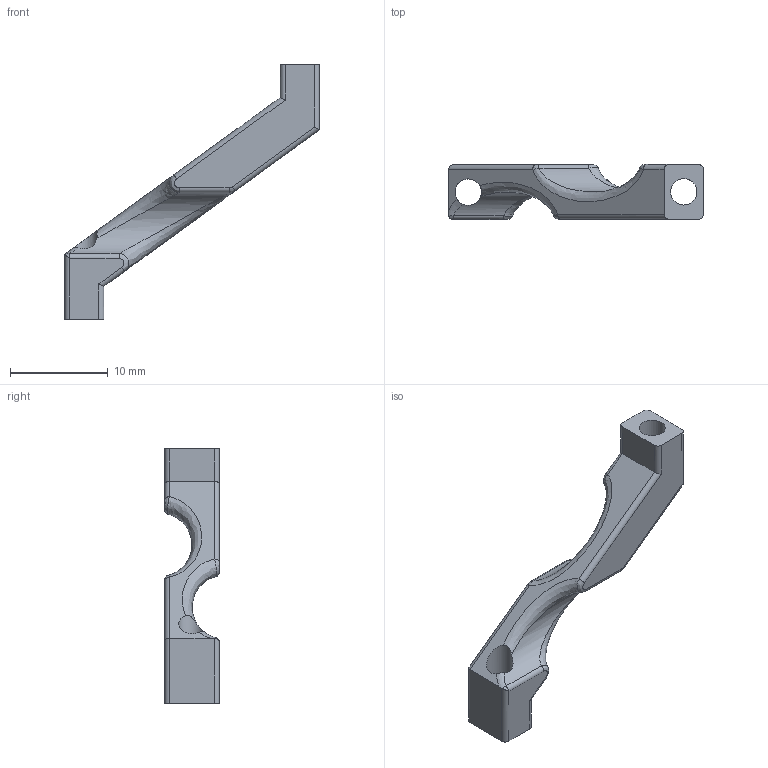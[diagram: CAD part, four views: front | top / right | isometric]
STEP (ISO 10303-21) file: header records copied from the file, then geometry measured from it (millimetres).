
FILE_DESCRIPTION(/* description */ (''),/* implementation_level */ '2;1');
FILE_NAME(/* name */ 'Cable_Holder v4.step',/* time_stamp */ '2019-09-28T13:37:45+10:00',/* author */ (''),/* organization */ (''),/* preprocessor_version */ 'ST-DEVELOPER v18',/* originating_system */ 'Autodesk Translation Framework v8.6.0.1094',/* authorisation */ '');
FILE_SCHEMA (('AUTOMOTIVE_DESIGN { 1 0 10303 214 3 1 1 }'));
Length unit declared in the file: millimetre
Products named in the file (1): Cable_Holder
Bounding box: 26 x 5.6 x 26 mm (x, y, z)
Volume: 635.3 mm3; surface area: 804 mm2
Topology: 1 solids, 1 shells, 47 faces, 122 edges, 75 vertices
Faces by surface type: cylinder 22, bspline 13, plane 12
Full cylindrical faces by diameter (mm): 2.7 x2
Entity records: 1997 total; most frequent: CARTESIAN_POINT 873, ORIENTED_EDGE 244, DIRECTION 212, EDGE_CURVE 122, AXIS2_PLACEMENT_3D 81, VERTEX_POINT 75, LINE 50, VECTOR 50
